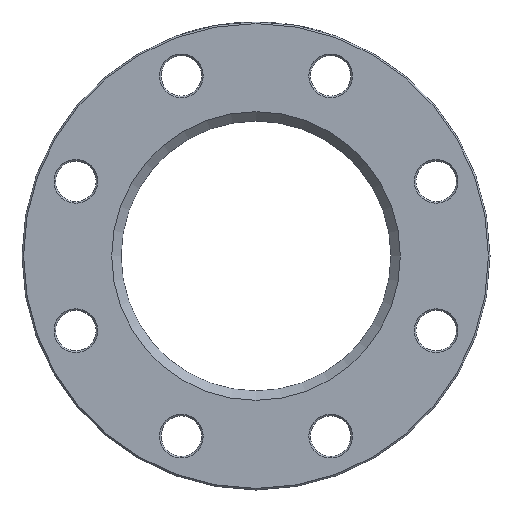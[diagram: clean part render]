
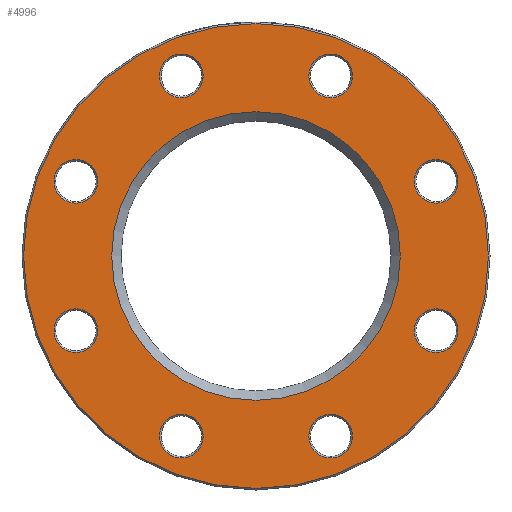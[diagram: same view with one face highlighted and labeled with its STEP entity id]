
A CAD part, left-side view. The second image highlights one B-rep face of the part: STEP entity #4996.
In plain terms, the highlighted planar face has unit normal (-1, 0, 0).
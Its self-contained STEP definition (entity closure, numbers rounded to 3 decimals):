
#21 = ORIENTED_EDGE ( 'NONE', *, *, #1437, .T. ) ;
#208 = VERTEX_POINT ( 'NONE', #2884 ) ;
#214 = FACE_BOUND ( 'NONE', #3148, .T. ) ;
#220 = DIRECTION ( 'NONE',  ( 0., 0., -1. ) ) ;
#270 = VERTEX_POINT ( 'NONE', #1712 ) ;
#375 = DIRECTION ( 'NONE',  ( 1., 0., 0. ) ) ;
#384 = EDGE_LOOP ( 'NONE', ( #5564 ) ) ;
#439 = ORIENTED_EDGE ( 'NONE', *, *, #765, .T. ) ;
#498 = AXIS2_PLACEMENT_3D ( 'NONE', #5056, #4100, #5536 ) ;
#604 = CARTESIAN_POINT ( 'NONE',  ( 0., -115.485, -61.835 ) ) ;
#666 = FACE_BOUND ( 'NONE', #5622, .T. ) ;
#681 = CARTESIAN_POINT ( 'NONE',  ( 0., -47.835, -115.485 ) ) ;
#710 = AXIS2_PLACEMENT_3D ( 'NONE', #681, #1444, #1474 ) ;
#714 = AXIS2_PLACEMENT_3D ( 'NONE', #1518, #3263, #2410 ) ;
#746 = EDGE_LOOP ( 'NONE', ( #1089 ) ) ;
#765 = EDGE_CURVE ( 'NONE', #5130, #5130, #1165, .T. ) ;
#808 = VERTEX_POINT ( 'NONE', #3521 ) ;
#982 = CIRCLE ( 'NONE', #1740, 14. ) ;
#1011 = DIRECTION ( 'NONE',  ( 0., 0., -1. ) ) ;
#1071 = VERTEX_POINT ( 'NONE', #604 ) ;
#1089 = ORIENTED_EDGE ( 'NONE', *, *, #4409, .T. ) ;
#1165 = CIRCLE ( 'NONE', #1641, 14. ) ;
#1188 = VERTEX_POINT ( 'NONE', #2997 ) ;
#1225 = EDGE_CURVE ( 'NONE', #4657, #4657, #4764, .T. ) ;
#1299 = EDGE_CURVE ( 'NONE', #1071, #1071, #3430, .T. ) ;
#1389 = DIRECTION ( 'NONE',  ( 1., 0., 0. ) ) ;
#1437 = EDGE_CURVE ( 'NONE', #208, #208, #982, .T. ) ;
#1438 = EDGE_CURVE ( 'NONE', #2407, #2407, #3251, .T. ) ;
#1444 = DIRECTION ( 'NONE',  ( 1., 0., 0. ) ) ;
#1474 = DIRECTION ( 'NONE',  ( 0., 0., -1. ) ) ;
#1518 = CARTESIAN_POINT ( 'NONE',  ( 0., 47.835, 115.485 ) ) ;
#1547 = FACE_OUTER_BOUND ( 'NONE', #2109, .T. ) ;
#1580 = DIRECTION ( 'NONE',  ( 1., 0., 0. ) ) ;
#1609 = CARTESIAN_POINT ( 'NONE',  ( 0., 86.5, 0. ) ) ;
#1641 = AXIS2_PLACEMENT_3D ( 'NONE', #4165, #5067, #1011 ) ;
#1662 = EDGE_CURVE ( 'NONE', #2052, #2052, #4943, .T. ) ;
#1693 = AXIS2_PLACEMENT_3D ( 'NONE', #5487, #3199, #1838 ) ;
#1712 = CARTESIAN_POINT ( 'NONE',  ( 0., -115.485, 33.835 ) ) ;
#1740 = AXIS2_PLACEMENT_3D ( 'NONE', #4738, #3694, #5507 ) ;
#1743 = DIRECTION ( 'NONE',  ( 1., 0., 0. ) ) ;
#1746 = CIRCLE ( 'NONE', #5254, 14. ) ;
#1838 = DIRECTION ( 'NONE',  ( 0., 0., -1. ) ) ;
#2023 = FACE_BOUND ( 'NONE', #384, .T. ) ;
#2052 = VERTEX_POINT ( 'NONE', #3406 ) ;
#2109 = EDGE_LOOP ( 'NONE', ( #4017 ) ) ;
#2259 = CIRCLE ( 'NONE', #1693, 14. ) ;
#2407 = VERTEX_POINT ( 'NONE', #4746 ) ;
#2410 = DIRECTION ( 'NONE',  ( 0., 0., -1. ) ) ;
#2509 = FACE_BOUND ( 'NONE', #2557, .T. ) ;
#2557 = EDGE_LOOP ( 'NONE', ( #4915 ) ) ;
#2563 = PLANE ( 'NONE',  #5352 ) ;
#2852 = CARTESIAN_POINT ( 'NONE',  ( 0., 115.485, -61.835 ) ) ;
#2884 = CARTESIAN_POINT ( 'NONE',  ( 0., 115.485, 33.835 ) ) ;
#2962 = AXIS2_PLACEMENT_3D ( 'NONE', #3388, #5654, #220 ) ;
#2969 = CARTESIAN_POINT ( 'NONE',  ( 0., 0., -149. ) ) ;
#2997 = CARTESIAN_POINT ( 'NONE',  ( 0., 47.835, 101.485 ) ) ;
#3148 = EDGE_LOOP ( 'NONE', ( #5053 ) ) ;
#3160 = EDGE_LOOP ( 'NONE', ( #5421 ) ) ;
#3199 = DIRECTION ( 'NONE',  ( 1., 0., 0. ) ) ;
#3251 = CIRCLE ( 'NONE', #710, 14. ) ;
#3263 = DIRECTION ( 'NONE',  ( 1., 0., 0. ) ) ;
#3383 = DIRECTION ( 'NONE',  ( 0., 0., -1. ) ) ;
#3388 = CARTESIAN_POINT ( 'NONE',  ( 0., 0., 0. ) ) ;
#3406 = CARTESIAN_POINT ( 'NONE',  ( 0., 0., -92.5 ) ) ;
#3430 = CIRCLE ( 'NONE', #3908, 14. ) ;
#3438 = VERTEX_POINT ( 'NONE', #4319 ) ;
#3521 = CARTESIAN_POINT ( 'NONE',  ( 0., -47.835, 101.485 ) ) ;
#3552 = DIRECTION ( 'NONE',  ( 0., 0., -1. ) ) ;
#3694 = DIRECTION ( 'NONE',  ( 1., 0., 0. ) ) ;
#3714 = CIRCLE ( 'NONE', #498, 14. ) ;
#3753 = ORIENTED_EDGE ( 'NONE', *, *, #1438, .T. ) ;
#3907 = EDGE_LOOP ( 'NONE', ( #21 ) ) ;
#3908 = AXIS2_PLACEMENT_3D ( 'NONE', #5398, #1389, #4073 ) ;
#3982 = DIRECTION ( 'NONE',  ( 0., 0., -1. ) ) ;
#4017 = ORIENTED_EDGE ( 'NONE', *, *, #1225, .T. ) ;
#4073 = DIRECTION ( 'NONE',  ( 0., 0., -1. ) ) ;
#4100 = DIRECTION ( 'NONE',  ( 1., 0., 0. ) ) ;
#4165 = CARTESIAN_POINT ( 'NONE',  ( 0., 115.485, -47.835 ) ) ;
#4238 = ORIENTED_EDGE ( 'NONE', *, *, #1662, .T. ) ;
#4246 = EDGE_LOOP ( 'NONE', ( #4238 ) ) ;
#4296 = FACE_BOUND ( 'NONE', #3907, .T. ) ;
#4319 = CARTESIAN_POINT ( 'NONE',  ( 0., 47.835, -129.485 ) ) ;
#4409 = EDGE_CURVE ( 'NONE', #270, #270, #3714, .T. ) ;
#4657 = VERTEX_POINT ( 'NONE', #2969 ) ;
#4738 = CARTESIAN_POINT ( 'NONE',  ( 0., 115.485, 47.835 ) ) ;
#4746 = CARTESIAN_POINT ( 'NONE',  ( 0., -47.835, -129.485 ) ) ;
#4764 = CIRCLE ( 'NONE', #2962, 149. ) ;
#4781 = CIRCLE ( 'NONE', #714, 14. ) ;
#4786 = FACE_BOUND ( 'NONE', #4993, .T. ) ;
#4837 = FACE_BOUND ( 'NONE', #3160, .T. ) ;
#4850 = EDGE_CURVE ( 'NONE', #1188, #1188, #4781, .T. ) ;
#4915 = ORIENTED_EDGE ( 'NONE', *, *, #5834, .T. ) ;
#4943 = CIRCLE ( 'NONE', #5710, 92.5 ) ;
#4993 = EDGE_LOOP ( 'NONE', ( #439 ) ) ;
#4996 = ADVANCED_FACE ( 'NONE', ( #5676, #1547, #2023, #2509, #5648, #214, #666, #4837, #4786, #4296 ), #2563, .F. ) ;
#5047 = CARTESIAN_POINT ( 'NONE',  ( 0., 0., 0. ) ) ;
#5053 = ORIENTED_EDGE ( 'NONE', *, *, #1299, .T. ) ;
#5056 = CARTESIAN_POINT ( 'NONE',  ( 0., -115.485, 47.835 ) ) ;
#5067 = DIRECTION ( 'NONE',  ( 1., 0., 0. ) ) ;
#5130 = VERTEX_POINT ( 'NONE', #2852 ) ;
#5254 = AXIS2_PLACEMENT_3D ( 'NONE', #5812, #1743, #3552 ) ;
#5352 = AXIS2_PLACEMENT_3D ( 'NONE', #1609, #1580, #3383 ) ;
#5398 = CARTESIAN_POINT ( 'NONE',  ( 0., -115.485, -47.835 ) ) ;
#5421 = ORIENTED_EDGE ( 'NONE', *, *, #5429, .T. ) ;
#5429 = EDGE_CURVE ( 'NONE', #3438, #3438, #1746, .T. ) ;
#5487 = CARTESIAN_POINT ( 'NONE',  ( 0., -47.835, 115.485 ) ) ;
#5507 = DIRECTION ( 'NONE',  ( 0., 0., -1. ) ) ;
#5536 = DIRECTION ( 'NONE',  ( 0., 0., -1. ) ) ;
#5564 = ORIENTED_EDGE ( 'NONE', *, *, #4850, .T. ) ;
#5622 = EDGE_LOOP ( 'NONE', ( #3753 ) ) ;
#5648 = FACE_BOUND ( 'NONE', #746, .T. ) ;
#5654 = DIRECTION ( 'NONE',  ( -1., 0., 0. ) ) ;
#5676 = FACE_BOUND ( 'NONE', #4246, .T. ) ;
#5710 = AXIS2_PLACEMENT_3D ( 'NONE', #5047, #375, #3982 ) ;
#5812 = CARTESIAN_POINT ( 'NONE',  ( 0., 47.835, -115.485 ) ) ;
#5834 = EDGE_CURVE ( 'NONE', #808, #808, #2259, .T. ) ;
